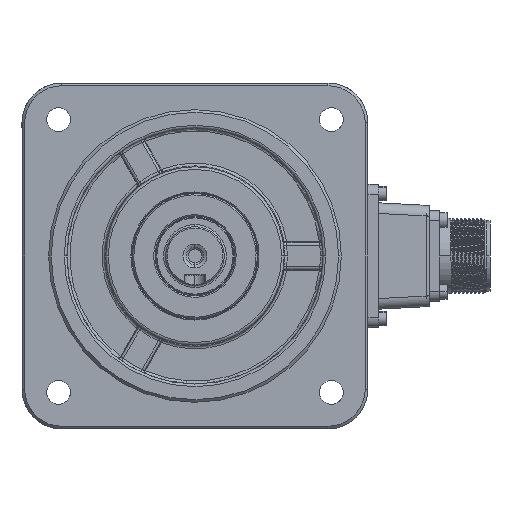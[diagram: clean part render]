
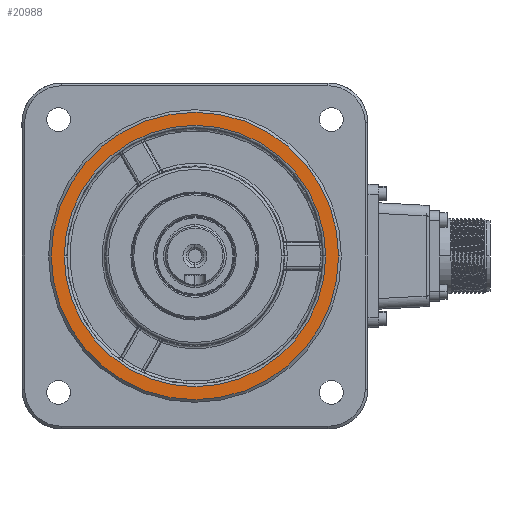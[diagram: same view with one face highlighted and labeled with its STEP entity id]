
A CAD part, left-side view. The second image highlights one B-rep face of the part: STEP entity #20988.
In plain terms, the highlighted planar face has unit normal (-1, 0, 0).
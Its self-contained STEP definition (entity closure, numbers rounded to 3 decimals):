
#1121 = EDGE_CURVE ( 'NONE', #6547, #33300, #18292, .T. ) ;
#1764 = EDGE_CURVE ( 'NONE', #32712, #31921, #17629, .T. ) ;
#1788 = CARTESIAN_POINT ( 'NONE',  ( -76., -54., 0. ) ) ;
#2423 = FACE_BOUND ( 'NONE', #13490, .T. ) ;
#4374 = AXIS2_PLACEMENT_3D ( 'NONE', #25363, #9104, #6650 ) ;
#6029 = CARTESIAN_POINT ( 'NONE',  ( -76., 54., 0. ) ) ;
#6547 = VERTEX_POINT ( 'NONE', #42178 ) ;
#6650 = DIRECTION ( 'NONE',  ( 0., -1., 0. ) ) ;
#9104 = DIRECTION ( 'NONE',  ( -1., 0., 0. ) ) ;
#10091 = DIRECTION ( 'NONE',  ( 0., -1., 0. ) ) ;
#10668 = DIRECTION ( 'NONE',  ( 1., 0., 0. ) ) ;
#12167 = EDGE_CURVE ( 'NONE', #33300, #6547, #40695, .T. ) ;
#12891 = AXIS2_PLACEMENT_3D ( 'NONE', #38062, #27963, #29226 ) ;
#13490 = EDGE_LOOP ( 'NONE', ( #25080, #31422 ) ) ;
#15722 = FACE_OUTER_BOUND ( 'NONE', #16356, .T. ) ;
#16356 = EDGE_LOOP ( 'NONE', ( #23023, #16993 ) ) ;
#16709 = DIRECTION ( 'NONE',  ( -1., 0., 0. ) ) ;
#16993 = ORIENTED_EDGE ( 'NONE', *, *, #1764, .T. ) ;
#17629 = CIRCLE ( 'NONE', #12891, 54. ) ;
#17886 = EDGE_CURVE ( 'NONE', #31921, #32712, #30203, .T. ) ;
#18292 = CIRCLE ( 'NONE', #42324, 49.122 ) ;
#18516 = AXIS2_PLACEMENT_3D ( 'NONE', #33040, #16709, #10091 ) ;
#20935 = DIRECTION ( 'NONE',  ( 0., -1., 0. ) ) ;
#20988 = ADVANCED_FACE ( 'NONE', ( #15722, #2423 ), #28599, .T. ) ;
#22891 = DIRECTION ( 'NONE',  ( 0., -1., 0. ) ) ;
#23023 = ORIENTED_EDGE ( 'NONE', *, *, #17886, .T. ) ;
#25080 = ORIENTED_EDGE ( 'NONE', *, *, #12167, .T. ) ;
#25363 = CARTESIAN_POINT ( 'NONE',  ( -76., 0., 0. ) ) ;
#27162 = CARTESIAN_POINT ( 'NONE',  ( -76., 0., 0. ) ) ;
#27963 = DIRECTION ( 'NONE',  ( -1., 0., 0. ) ) ;
#28599 = PLANE ( 'NONE',  #4374 ) ;
#29226 = DIRECTION ( 'NONE',  ( 0., -1., 0. ) ) ;
#29765 = CARTESIAN_POINT ( 'NONE',  ( -76., 0., 0. ) ) ;
#30203 = CIRCLE ( 'NONE', #18516, 54. ) ;
#31422 = ORIENTED_EDGE ( 'NONE', *, *, #1121, .T. ) ;
#31921 = VERTEX_POINT ( 'NONE', #6029 ) ;
#32369 = DIRECTION ( 'NONE',  ( 1., 0., 0. ) ) ;
#32712 = VERTEX_POINT ( 'NONE', #1788 ) ;
#33040 = CARTESIAN_POINT ( 'NONE',  ( -76., 0., 0. ) ) ;
#33300 = VERTEX_POINT ( 'NONE', #37718 ) ;
#37253 = AXIS2_PLACEMENT_3D ( 'NONE', #29765, #32369, #22891 ) ;
#37718 = CARTESIAN_POINT ( 'NONE',  ( -76., -49.122, 0. ) ) ;
#38062 = CARTESIAN_POINT ( 'NONE',  ( -76., 0., 0. ) ) ;
#40695 = CIRCLE ( 'NONE', #37253, 49.122 ) ;
#42178 = CARTESIAN_POINT ( 'NONE',  ( -76., 49.122, 0. ) ) ;
#42324 = AXIS2_PLACEMENT_3D ( 'NONE', #27162, #10668, #20935 ) ;
